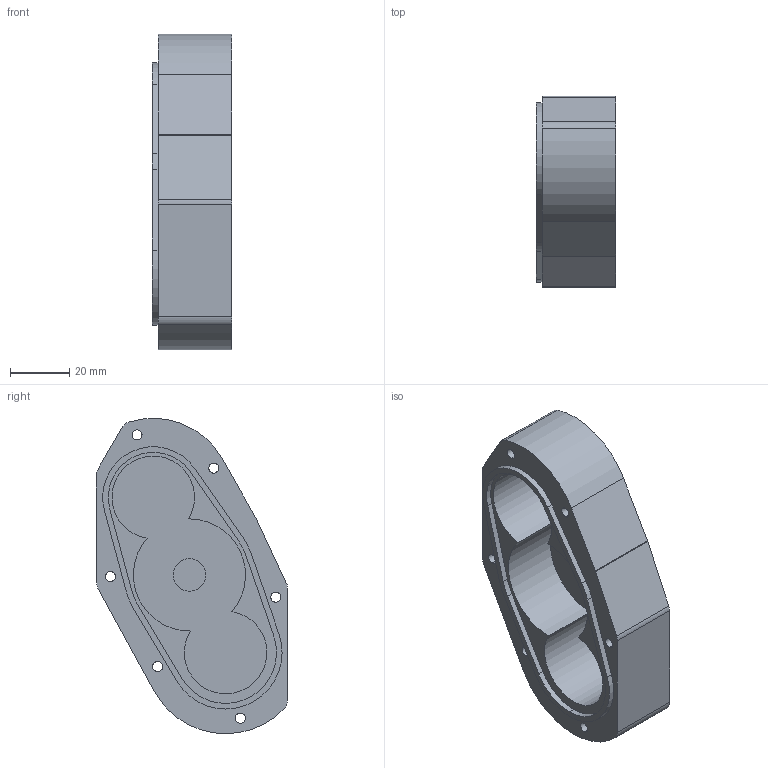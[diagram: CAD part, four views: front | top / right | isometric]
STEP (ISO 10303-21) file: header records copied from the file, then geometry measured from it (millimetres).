
FILE_DESCRIPTION (( 'STEP AP214' ), '1' );
FILE_NAME ('ALTI-USI-200-B-Carter pignonerie.STEP', '2020-07-24T14:29:24', ( '' ), ( '' ), 'SwSTEP 2.0', 'SolidWorks 2018', '' );
FILE_SCHEMA (( 'AUTOMOTIVE_DESIGN' ));
Length unit declared in the file: millimetre
Products named in the file (1): ALTI-USI-200-B-Carter pignonerie
Bounding box: 27 x 64.75 x 106.9 mm (x, y, z)
Volume: 82576.6 mm3; surface area: 24606.8 mm2
Topology: 1 solids, 1 shells, 89 faces, 219 edges, 142 vertices
Faces by surface type: cylinder 51, plane 26, cone 12
Entity records: 2729 total; most frequent: DIRECTION 513, CARTESIAN_POINT 451, ORIENTED_EDGE 438, EDGE_CURVE 219, AXIS2_PLACEMENT_3D 204, VERTEX_POINT 142, CIRCLE 114, EDGE_LOOP 111
